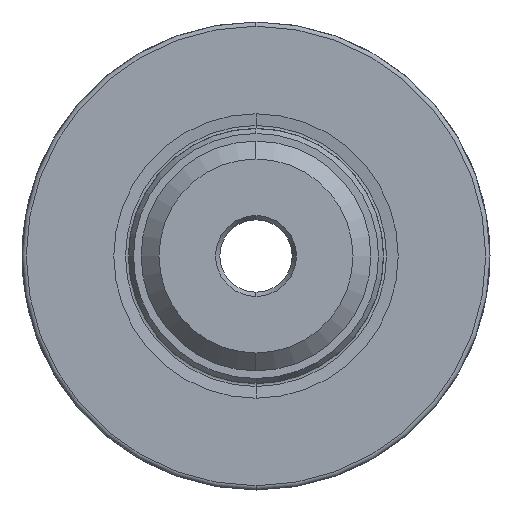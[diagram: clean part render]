
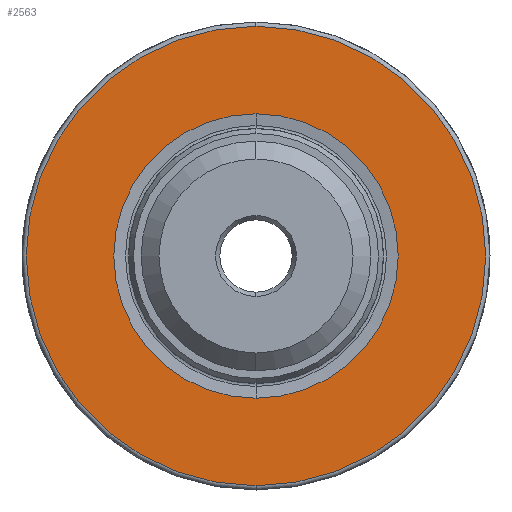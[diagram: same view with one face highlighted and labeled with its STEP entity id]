
A CAD part, left-side view. The second image highlights one B-rep face of the part: STEP entity #2563.
In plain terms, the highlighted planar face has unit normal (-1, 0, 0).
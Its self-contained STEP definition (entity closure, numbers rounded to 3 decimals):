
#99 = DIRECTION ( 'NONE',  ( 0., 0., -1. ) ) ;
#111 = CARTESIAN_POINT ( 'NONE',  ( 0., 0., 0. ) ) ;
#148 = DIRECTION ( 'NONE',  ( 0., 0., 1. ) ) ;
#152 = EDGE_LOOP ( 'NONE', ( #219, #1863 ) ) ;
#217 = EDGE_CURVE ( 'NONE', #964, #1464, #547, .T. ) ;
#219 = ORIENTED_EDGE ( 'NONE', *, *, #1699, .T. ) ;
#245 = DIRECTION ( 'NONE',  ( 1., 0., 0. ) ) ;
#390 = AXIS2_PLACEMENT_3D ( 'NONE', #1598, #2626, #1561 ) ;
#547 = CIRCLE ( 'NONE', #955, 27. ) ;
#619 = PLANE ( 'NONE',  #2117 ) ;
#779 = AXIS2_PLACEMENT_3D ( 'NONE', #1594, #1398, #1873 ) ;
#788 = CARTESIAN_POINT ( 'NONE',  ( 0., 0., -16.715 ) ) ;
#831 = CARTESIAN_POINT ( 'NONE',  ( 0., 16.715, 0. ) ) ;
#859 = FACE_BOUND ( 'NONE', #152, .T. ) ;
#864 = ORIENTED_EDGE ( 'NONE', *, *, #217, .F. ) ;
#879 = CARTESIAN_POINT ( 'NONE',  ( 0., 0., 16.715 ) ) ;
#955 = AXIS2_PLACEMENT_3D ( 'NONE', #2163, #245, #1106 ) ;
#964 = VERTEX_POINT ( 'NONE', #1478 ) ;
#1063 = EDGE_CURVE ( 'NONE', #1464, #964, #1072, .T. ) ;
#1072 = CIRCLE ( 'NONE', #390, 27. ) ;
#1106 = DIRECTION ( 'NONE',  ( 0., 0., -1. ) ) ;
#1187 = DIRECTION ( 'NONE',  ( 1., 0., 0. ) ) ;
#1398 = DIRECTION ( 'NONE',  ( 1., 0., 0. ) ) ;
#1405 = CIRCLE ( 'NONE', #1629, 16.715 ) ;
#1464 = VERTEX_POINT ( 'NONE', #2794 ) ;
#1478 = CARTESIAN_POINT ( 'NONE',  ( 0., 0., -27. ) ) ;
#1561 = DIRECTION ( 'NONE',  ( 0., 0., -1. ) ) ;
#1591 = ORIENTED_EDGE ( 'NONE', *, *, #1063, .F. ) ;
#1594 = CARTESIAN_POINT ( 'NONE',  ( 0., 0., 0. ) ) ;
#1598 = CARTESIAN_POINT ( 'NONE',  ( 0., 0., 0. ) ) ;
#1629 = AXIS2_PLACEMENT_3D ( 'NONE', #111, #1187, #99 ) ;
#1660 = EDGE_CURVE ( 'NONE', #1942, #2297, #1405, .T. ) ;
#1699 = EDGE_CURVE ( 'NONE', #2297, #1942, #1998, .T. ) ;
#1863 = ORIENTED_EDGE ( 'NONE', *, *, #1660, .T. ) ;
#1873 = DIRECTION ( 'NONE',  ( 0., 0., -1. ) ) ;
#1942 = VERTEX_POINT ( 'NONE', #788 ) ;
#1998 = CIRCLE ( 'NONE', #779, 16.715 ) ;
#2117 = AXIS2_PLACEMENT_3D ( 'NONE', #831, #2751, #148 ) ;
#2163 = CARTESIAN_POINT ( 'NONE',  ( 0., 0., 0. ) ) ;
#2205 = EDGE_LOOP ( 'NONE', ( #864, #1591 ) ) ;
#2297 = VERTEX_POINT ( 'NONE', #879 ) ;
#2310 = FACE_OUTER_BOUND ( 'NONE', #2205, .T. ) ;
#2563 = ADVANCED_FACE ( 'NONE', ( #859, #2310 ), #619, .T. ) ;
#2626 = DIRECTION ( 'NONE',  ( 1., 0., 0. ) ) ;
#2751 = DIRECTION ( 'NONE',  ( -1., 0., 0. ) ) ;
#2794 = CARTESIAN_POINT ( 'NONE',  ( 0., 0., 27. ) ) ;
